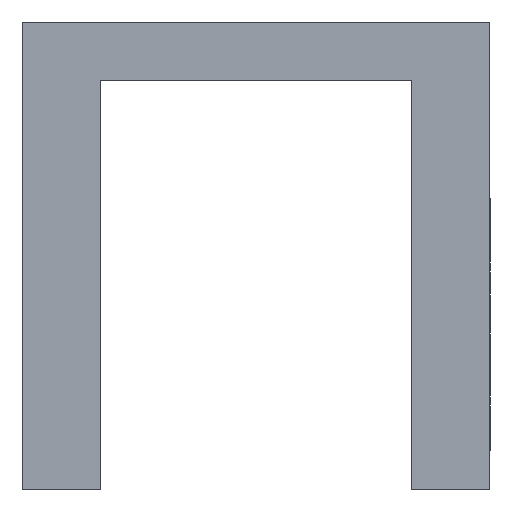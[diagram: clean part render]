
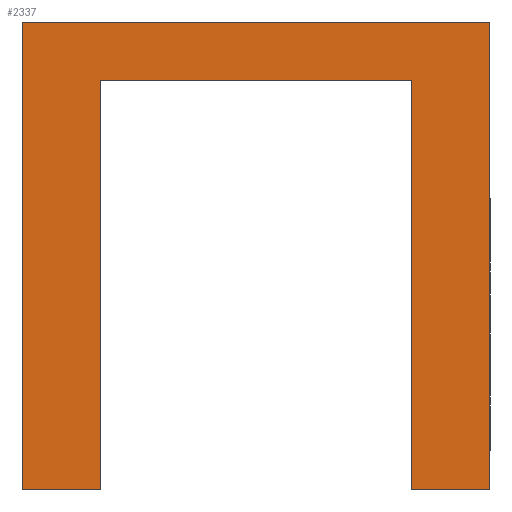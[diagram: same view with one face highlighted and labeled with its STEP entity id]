
A CAD part, front view. The second image highlights one B-rep face of the part: STEP entity #2337.
In plain terms, the highlighted planar face has unit normal (0, -1, 0).
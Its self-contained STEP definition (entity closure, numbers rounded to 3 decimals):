
#41 = VERTEX_POINT ( 'NONE', #1813 ) ;
#114 = FACE_OUTER_BOUND ( 'NONE', #2465, .T. ) ;
#215 = CARTESIAN_POINT ( 'NONE',  ( 4., 0., 0. ) ) ;
#296 = DIRECTION ( 'NONE',  ( -1., 0., 0. ) ) ;
#384 = LINE ( 'NONE', #970, #653 ) ;
#467 = VERTEX_POINT ( 'NONE', #568 ) ;
#495 = DIRECTION ( 'NONE',  ( 0., 1., 0. ) ) ;
#505 = LINE ( 'NONE', #837, #1153 ) ;
#529 = VERTEX_POINT ( 'NONE', #2362 ) ;
#565 = AXIS2_PLACEMENT_3D ( 'NONE', #1352, #495, #2007 ) ;
#568 = CARTESIAN_POINT ( 'NONE',  ( 6., 0., 1.5 ) ) ;
#653 = VECTOR ( 'NONE', #2065, 1000. ) ;
#731 = CARTESIAN_POINT ( 'NONE',  ( 4., 0., -10.5 ) ) ;
#777 = LINE ( 'NONE', #1836, #2314 ) ;
#781 = VECTOR ( 'NONE', #2765, 1000. ) ;
#797 = VERTEX_POINT ( 'NONE', #1978 ) ;
#815 = LINE ( 'NONE', #1441, #781 ) ;
#837 = CARTESIAN_POINT ( 'NONE',  ( -4., 0., 0. ) ) ;
#849 = VECTOR ( 'NONE', #1383, 1000. ) ;
#869 = ORIENTED_EDGE ( 'NONE', *, *, #1579, .F. ) ;
#874 = ORIENTED_EDGE ( 'NONE', *, *, #1600, .F. ) ;
#880 = VERTEX_POINT ( 'NONE', #1150 ) ;
#908 = EDGE_CURVE ( 'NONE', #2268, #880, #384, .T. ) ;
#937 = DIRECTION ( 'NONE',  ( 0., 0., 1. ) ) ;
#970 = CARTESIAN_POINT ( 'NONE',  ( -4., 0., -10.5 ) ) ;
#1018 = VECTOR ( 'NONE', #937, 1000. ) ;
#1081 = ORIENTED_EDGE ( 'NONE', *, *, #1134, .F. ) ;
#1134 = EDGE_CURVE ( 'NONE', #1809, #2366, #1903, .T. ) ;
#1150 = CARTESIAN_POINT ( 'NONE',  ( -6., 0., -10.5 ) ) ;
#1153 = VECTOR ( 'NONE', #2365, 1000. ) ;
#1347 = VECTOR ( 'NONE', #2253, 1000. ) ;
#1352 = CARTESIAN_POINT ( 'NONE',  ( 0., 0., 0. ) ) ;
#1363 = CARTESIAN_POINT ( 'NONE',  ( 4., 0., 0. ) ) ;
#1383 = DIRECTION ( 'NONE',  ( 0., 0., 1. ) ) ;
#1441 = CARTESIAN_POINT ( 'NONE',  ( 6., 0., -10.5 ) ) ;
#1550 = EDGE_CURVE ( 'NONE', #880, #529, #2556, .T. ) ;
#1554 = ORIENTED_EDGE ( 'NONE', *, *, #2425, .F. ) ;
#1579 = EDGE_CURVE ( 'NONE', #797, #41, #2791, .T. ) ;
#1600 = EDGE_CURVE ( 'NONE', #529, #467, #777, .T. ) ;
#1655 = ORIENTED_EDGE ( 'NONE', *, *, #908, .F. ) ;
#1729 = ORIENTED_EDGE ( 'NONE', *, *, #1878, .F. ) ;
#1793 = DIRECTION ( 'NONE',  ( 1., 0., 0. ) ) ;
#1807 = CARTESIAN_POINT ( 'NONE',  ( -6., 0., -10.5 ) ) ;
#1809 = VERTEX_POINT ( 'NONE', #215 ) ;
#1813 = CARTESIAN_POINT ( 'NONE',  ( 4., 0., -10.5 ) ) ;
#1834 = VECTOR ( 'NONE', #296, 1000. ) ;
#1836 = CARTESIAN_POINT ( 'NONE',  ( -6., 0., 1.5 ) ) ;
#1878 = EDGE_CURVE ( 'NONE', #2366, #2268, #505, .T. ) ;
#1893 = ORIENTED_EDGE ( 'NONE', *, *, #1550, .F. ) ;
#1903 = LINE ( 'NONE', #2034, #1834 ) ;
#1930 = ORIENTED_EDGE ( 'NONE', *, *, #2189, .F. ) ;
#1978 = CARTESIAN_POINT ( 'NONE',  ( 6., 0., -10.5 ) ) ;
#2007 = DIRECTION ( 'NONE',  ( 0., 0., 1. ) ) ;
#2034 = CARTESIAN_POINT ( 'NONE',  ( 4., 0., 0. ) ) ;
#2065 = DIRECTION ( 'NONE',  ( -1., 0., 0. ) ) ;
#2175 = LINE ( 'NONE', #1363, #1018 ) ;
#2189 = EDGE_CURVE ( 'NONE', #467, #797, #815, .T. ) ;
#2199 = CARTESIAN_POINT ( 'NONE',  ( -4., 0., 0. ) ) ;
#2253 = DIRECTION ( 'NONE',  ( -1., 0., 0. ) ) ;
#2268 = VERTEX_POINT ( 'NONE', #2651 ) ;
#2314 = VECTOR ( 'NONE', #1793, 1000. ) ;
#2337 = ADVANCED_FACE ( 'NONE', ( #114 ), #2449, .F. ) ;
#2362 = CARTESIAN_POINT ( 'NONE',  ( -6., 0., 1.5 ) ) ;
#2365 = DIRECTION ( 'NONE',  ( 0., 0., -1. ) ) ;
#2366 = VERTEX_POINT ( 'NONE', #2199 ) ;
#2425 = EDGE_CURVE ( 'NONE', #41, #1809, #2175, .T. ) ;
#2449 = PLANE ( 'NONE',  #565 ) ;
#2465 = EDGE_LOOP ( 'NONE', ( #1729, #1081, #1554, #869, #1930, #874, #1893, #1655 ) ) ;
#2556 = LINE ( 'NONE', #1807, #849 ) ;
#2651 = CARTESIAN_POINT ( 'NONE',  ( -4., 0., -10.5 ) ) ;
#2765 = DIRECTION ( 'NONE',  ( 0., 0., -1. ) ) ;
#2791 = LINE ( 'NONE', #731, #1347 ) ;
